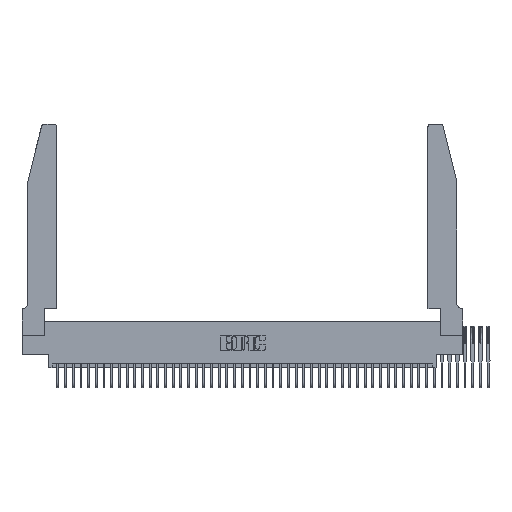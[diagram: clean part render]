
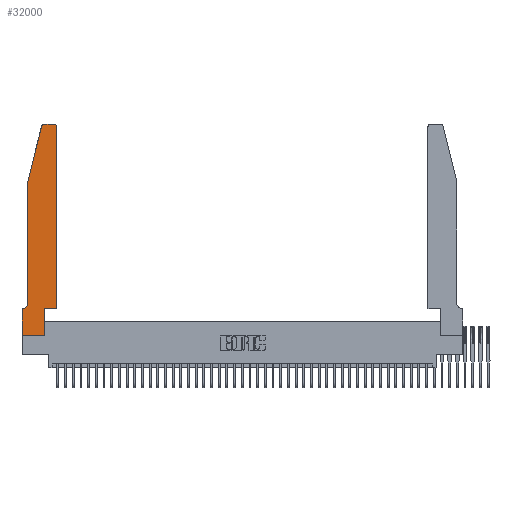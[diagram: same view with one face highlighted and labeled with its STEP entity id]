
A CAD part, top view. The second image highlights one B-rep face of the part: STEP entity #32000.
In plain terms, the highlighted planar face has unit normal (0, 0, 1).
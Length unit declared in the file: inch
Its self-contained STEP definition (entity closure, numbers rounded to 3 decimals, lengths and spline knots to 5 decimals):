
#177 = EDGE_CURVE ( 'NONE', #14754, #29120, #20958, .T. ) ;
#1664 = DIRECTION ( 'NONE',  ( 1., 0., 0. ) ) ;
#1882 = EDGE_CURVE ( 'NONE', #37146, #18564, #13318, .T. ) ;
#2103 = CARTESIAN_POINT ( 'NONE',  ( 0.0055, 0.35, 0.37 ) ) ;
#2174 = CARTESIAN_POINT ( 'NONE',  ( 0.4505, 2.72, 0.37 ) ) ;
#2606 = EDGE_CURVE ( 'NONE', #27004, #31982, #11770, .T. ) ;
#2795 = ORIENTED_EDGE ( 'NONE', *, *, #19317, .T. ) ;
#3308 = DIRECTION ( 'NONE',  ( 0., 0., 1. ) ) ;
#3371 = LINE ( 'NONE', #16234, #11997 ) ;
#3664 = ORIENTED_EDGE ( 'NONE', *, *, #32438, .T. ) ;
#4928 = EDGE_LOOP ( 'NONE', ( #17090, #29301, #10933, #23209, #3664, #36912, #26917, #24521, #39965, #36445, #2795, #11140 ) ) ;
#7519 = VECTOR ( 'NONE', #37870, 39.37008 ) ;
#7563 = DIRECTION ( 'NONE',  ( -0.239, -0.971, 0. ) ) ;
#7570 = CARTESIAN_POINT ( 'NONE',  ( 0.25487, 2.72718, 0.37 ) ) ;
#8112 = DIRECTION ( 'NONE',  ( -1., 0., 0. ) ) ;
#8652 = LINE ( 'NONE', #35963, #32928 ) ;
#8869 = CIRCLE ( 'NONE', #10623, 0.03 ) ;
#9035 = CARTESIAN_POINT ( 'NONE',  ( 0.2865, 0., 0.37 ) ) ;
#9678 = CARTESIAN_POINT ( 'NONE',  ( 0., 0., 0.37 ) ) ;
#10477 = DIRECTION ( 'NONE',  ( 0., 0., 1. ) ) ;
#10623 = AXIS2_PLACEMENT_3D ( 'NONE', #22507, #3308, #25660 ) ;
#10933 = ORIENTED_EDGE ( 'NONE', *, *, #30871, .T. ) ;
#11140 = ORIENTED_EDGE ( 'NONE', *, *, #35318, .T. ) ;
#11770 = LINE ( 'NONE', #28949, #34934 ) ;
#11997 = VECTOR ( 'NONE', #35061, 39.37008 ) ;
#12494 = VECTOR ( 'NONE', #8112, 39.37008 ) ;
#13111 = CARTESIAN_POINT ( 'NONE',  ( 0.4505, 0.35, 0.37 ) ) ;
#13318 = LINE ( 'NONE', #35819, #37488 ) ;
#13361 = VERTEX_POINT ( 'NONE', #36520 ) ;
#13391 = EDGE_CURVE ( 'NONE', #19117, #37146, #22998, .T. ) ;
#13576 = CARTESIAN_POINT ( 'NONE',  ( 0., 0.35, 0.37 ) ) ;
#13643 = EDGE_CURVE ( 'NONE', #26181, #13361, #14040, .T. ) ;
#14025 = CARTESIAN_POINT ( 'NONE',  ( 0., 0., 0.37 ) ) ;
#14040 = LINE ( 'NONE', #26479, #27840 ) ;
#14162 = EDGE_CURVE ( 'NONE', #31982, #33435, #3371, .T. ) ;
#14754 = VERTEX_POINT ( 'NONE', #29792 ) ;
#15463 = CARTESIAN_POINT ( 'NONE',  ( 0.284, 2.75, 0.37 ) ) ;
#16234 = CARTESIAN_POINT ( 'NONE',  ( 0., 0., 0.37 ) ) ;
#17090 = ORIENTED_EDGE ( 'NONE', *, *, #177, .T. ) ;
#17970 = CARTESIAN_POINT ( 'NONE',  ( 0.2865, 0.35, 0.37 ) ) ;
#18564 = VERTEX_POINT ( 'NONE', #25877 ) ;
#18827 = DIRECTION ( 'NONE',  ( 0., 0., -1. ) ) ;
#19117 = VERTEX_POINT ( 'NONE', #9035 ) ;
#19317 = EDGE_CURVE ( 'NONE', #18564, #27883, #41184, .T. ) ;
#19970 = CARTESIAN_POINT ( 'NONE',  ( 0., 0.35, 0.37 ) ) ;
#20310 = DIRECTION ( 'NONE',  ( 0., -1., 0. ) ) ;
#20902 = DIRECTION ( 'NONE',  ( 0., 0., 1. ) ) ;
#20958 = LINE ( 'NONE', #24031, #12494 ) ;
#21159 = DIRECTION ( 'NONE',  ( 0., 1., 0. ) ) ;
#22507 = CARTESIAN_POINT ( 'NONE',  ( 0.284, 2.72, 0.37 ) ) ;
#22699 = DIRECTION ( 'NONE',  ( 0., 1., 0. ) ) ;
#22998 = LINE ( 'NONE', #17970, #38679 ) ;
#23209 = ORIENTED_EDGE ( 'NONE', *, *, #13643, .T. ) ;
#24031 = CARTESIAN_POINT ( 'NONE',  ( 0.2605, 2.75, 0.37 ) ) ;
#24521 = ORIENTED_EDGE ( 'NONE', *, *, #27271, .T. ) ;
#25660 = DIRECTION ( 'NONE',  ( 1., 0., 0. ) ) ;
#25877 = CARTESIAN_POINT ( 'NONE',  ( 0.4505, 0.35, 0.37 ) ) ;
#26181 = VERTEX_POINT ( 'NONE', #36455 ) ;
#26441 = VECTOR ( 'NONE', #22699, 39.37008 ) ;
#26479 = CARTESIAN_POINT ( 'NONE',  ( 0.0755, 2., 0.37 ) ) ;
#26917 = ORIENTED_EDGE ( 'NONE', *, *, #14162, .T. ) ;
#27004 = VERTEX_POINT ( 'NONE', #2103 ) ;
#27271 = EDGE_CURVE ( 'NONE', #33435, #19117, #34042, .T. ) ;
#27840 = VECTOR ( 'NONE', #20310, 39.37008 ) ;
#27883 = VERTEX_POINT ( 'NONE', #2174 ) ;
#28196 = AXIS2_PLACEMENT_3D ( 'NONE', #19970, #10477, #32579 ) ;
#28949 = CARTESIAN_POINT ( 'NONE',  ( 0.0755, 0.35, 0.37 ) ) ;
#29120 = VERTEX_POINT ( 'NONE', #15463 ) ;
#29236 = EDGE_CURVE ( 'NONE', #29120, #32805, #8869, .T. ) ;
#29301 = ORIENTED_EDGE ( 'NONE', *, *, #29236, .T. ) ;
#29416 = PLANE ( 'NONE',  #28196 ) ;
#29792 = CARTESIAN_POINT ( 'NONE',  ( 0.4205, 2.75, 0.37 ) ) ;
#30356 = FACE_OUTER_BOUND ( 'NONE', #4928, .T. ) ;
#30871 = EDGE_CURVE ( 'NONE', #32805, #26181, #8652, .T. ) ;
#31982 = VERTEX_POINT ( 'NONE', #13576 ) ;
#32000 = ADVANCED_FACE ( 'NONE', ( #30356 ), #29416, .T. ) ;
#32108 = DIRECTION ( 'NONE',  ( -1., 0., 0. ) ) ;
#32438 = EDGE_CURVE ( 'NONE', #13361, #27004, #40671, .T. ) ;
#32579 = DIRECTION ( 'NONE',  ( 1., 0., 0. ) ) ;
#32805 = VERTEX_POINT ( 'NONE', #7570 ) ;
#32928 = VECTOR ( 'NONE', #7563, 39.37008 ) ;
#33435 = VERTEX_POINT ( 'NONE', #14025 ) ;
#33667 = CARTESIAN_POINT ( 'NONE',  ( 0.2865, 0.35, 0.37 ) ) ;
#33812 = AXIS2_PLACEMENT_3D ( 'NONE', #39676, #20902, #1664 ) ;
#34042 = LINE ( 'NONE', #9678, #7519 ) ;
#34934 = VECTOR ( 'NONE', #32108, 39.37008 ) ;
#35061 = DIRECTION ( 'NONE',  ( 0., -1., 0. ) ) ;
#35318 = EDGE_CURVE ( 'NONE', #27883, #14754, #36491, .T. ) ;
#35819 = CARTESIAN_POINT ( 'NONE',  ( 0.4505, 0.35, 0.37 ) ) ;
#35956 = DIRECTION ( 'NONE',  ( 1., 0., 0. ) ) ;
#35963 = CARTESIAN_POINT ( 'NONE',  ( 0.0755, 2., 0.37 ) ) ;
#36445 = ORIENTED_EDGE ( 'NONE', *, *, #1882, .T. ) ;
#36455 = CARTESIAN_POINT ( 'NONE',  ( 0.0755, 2., 0.37 ) ) ;
#36491 = CIRCLE ( 'NONE', #33812, 0.03 ) ;
#36520 = CARTESIAN_POINT ( 'NONE',  ( 0.0755, 0.42, 0.37 ) ) ;
#36912 = ORIENTED_EDGE ( 'NONE', *, *, #2606, .T. ) ;
#37146 = VERTEX_POINT ( 'NONE', #33667 ) ;
#37488 = VECTOR ( 'NONE', #35956, 39.37008 ) ;
#37641 = CARTESIAN_POINT ( 'NONE',  ( 0.0055, 0.42, 0.37 ) ) ;
#37870 = DIRECTION ( 'NONE',  ( 1., 0., 0. ) ) ;
#37950 = AXIS2_PLACEMENT_3D ( 'NONE', #37641, #18827, #40819 ) ;
#38679 = VECTOR ( 'NONE', #21159, 39.37008 ) ;
#39676 = CARTESIAN_POINT ( 'NONE',  ( 0.4205, 2.72, 0.37 ) ) ;
#39965 = ORIENTED_EDGE ( 'NONE', *, *, #13391, .T. ) ;
#40671 = CIRCLE ( 'NONE', #37950, 0.07 ) ;
#40819 = DIRECTION ( 'NONE',  ( -1., 0., 0. ) ) ;
#41184 = LINE ( 'NONE', #13111, #26441 ) ;
